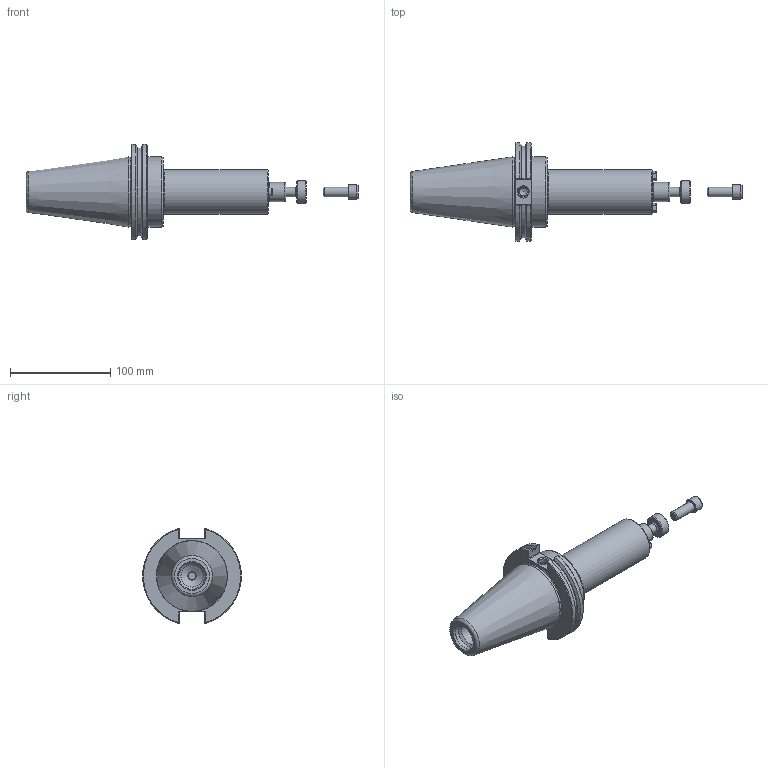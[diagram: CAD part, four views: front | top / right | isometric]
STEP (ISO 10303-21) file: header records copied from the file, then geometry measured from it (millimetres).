
FILE_DESCRIPTION(/* description */ ('ENDMILL HOLDER'),/* implementation_level */ '2;1');
FILE_NAME(/* name */ 'C50-75SM5.stp',/* time_stamp */ '2021-09-30T09:35:39-04:00',/* author */ ('jkrenzer'),/* organization */ (''),/* preprocessor_version */ 'ST-DEVELOPER v16.13',/* originating_system */ 'Autodesk Inventor 2018',/* authorisation */ '');
FILE_SCHEMA (('AUTOMOTIVE_DESIGN { 1 0 10303 214 3 1 1 }'));
Length unit declared in the file: inch
Products named in the file (5): C50-75SM5; C50-75SM5-1; 75KY; 75LS; 028-192
Assembly tree (5 placements, depth 2):
  C50-75SM5
    C50-75SM5-1
    75KY  x2
    75LS
    028-192
Bounding box: 330.68 x 98.06 x 94.71 mm (x, y, z)
Volume: 534843.3 mm3; surface area: 73719.3 mm2
Topology: 5 solids, 5 shells, 177 faces, 419 edges, 266 vertices
Faces by surface type: plane 68, cylinder 48, cone 44, torus 9, bspline 8
Full cylindrical faces by diameter (mm): 2.146 x2, 6.35 x1, 7.417 x2, 7.62 x2, 7.925 x2, 8 x1, 8.077 x2, 8.382 x1, 9.525 x2, 10.135 x1, 10.922 x1, 14.122 x1, 17.516 x1, 19.04 x1, 21.971 x1, 22.352 x1, 26.365 x1, 44.45 x1, 69.342 x1, 69.85 x1
Entity records: 5207 total; most frequent: CARTESIAN_POINT 1569, DIRECTION 708, ORIENTED_EDGE 618, EDGE_CURVE 309, AXIS2_PLACEMENT_3D 294, EDGE_LOOP 232, VERTEX_POINT 227, FACE_OUTER_BOUND 159
